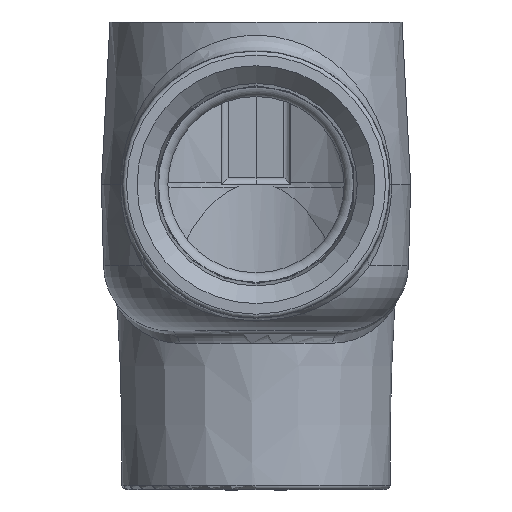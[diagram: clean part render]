
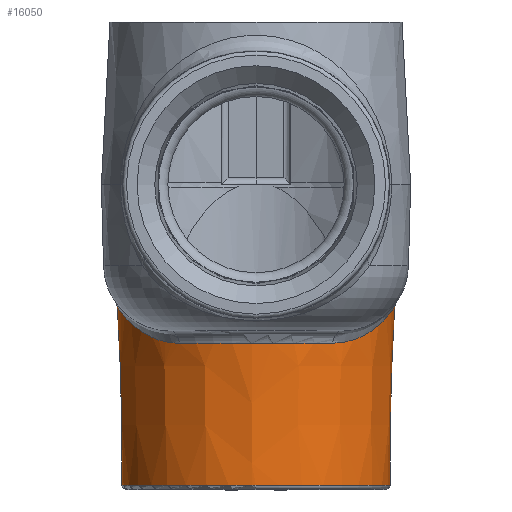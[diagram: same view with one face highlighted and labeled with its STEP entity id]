
A CAD part, left-side view. The second image highlights one B-rep face of the part: STEP entity #16050.
In plain terms, the highlighted conical face has half-angle 1.5 degrees and reference radius 25.481 mm.
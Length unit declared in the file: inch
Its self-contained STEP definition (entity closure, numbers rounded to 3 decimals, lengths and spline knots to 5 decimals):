
#115=CONICAL_SURFACE('',#16772,1.00319,0.026);
#2169=LINE('',#27181,#3793);
#3793=VECTOR('',#19216,1.00319);
#4876=FACE_OUTER_BOUND('',#5794,.T.);
#5794=EDGE_LOOP('',(#13984,#13985,#13986,#13987,#13988,#13989,#13990,#13991,
#13992,#13993,#13994,#13995));
#6501=B_SPLINE_CURVE_WITH_KNOTS('',3,(#27160,#27161,#27162,#27163),
 .UNSPECIFIED.,.F.,.F.,(4,4),(-0.23876,0.),.UNSPECIFIED.);
#6502=B_SPLINE_CURVE_WITH_KNOTS('',3,(#27165,#27166,#27167,#27168,#27169,
#27170,#27171,#27172,#27173,#27174,#27175,#27176,#27177,#27178),
 .UNSPECIFIED.,.F.,.F.,(4,2,2,2,2,2,4),(-2.4123,-2.31545,
-1.87557,-1.3908,-0.69013,-0.33677,
0.),.UNSPECIFIED.);
#6503=B_SPLINE_CURVE_WITH_KNOTS('',3,(#27185,#27186,#27187,#27188,#27189,
#27190,#27191,#27192,#27193,#27194),.UNSPECIFIED.,.F.,.F.,(4,2,2,2,4),(-4.11727,
-3.22028,-1.42078,-0.66185,0.),
 .UNSPECIFIED.);
#6504=B_SPLINE_CURVE_WITH_KNOTS('',3,(#27196,#27197,#27198,#27199),
 .UNSPECIFIED.,.F.,.F.,(4,4),(-0.2387,0.),.UNSPECIFIED.);
#6652=CIRCLE('',#16765,1.00394);
#6653=CIRCLE('',#16766,1.00394);
#6654=CIRCLE('',#16767,1.00394);
#6658=CIRCLE('',#16773,1.03181);
#6659=CIRCLE('',#16774,1.03181);
#6660=CIRCLE('',#16775,1.03918);
#7893=VERTEX_POINT('',#27143);
#7894=VERTEX_POINT('',#27145);
#7895=VERTEX_POINT('',#27147);
#7898=VERTEX_POINT('',#27158);
#7899=VERTEX_POINT('',#27159);
#7900=VERTEX_POINT('',#27164);
#7901=VERTEX_POINT('',#27179);
#7902=VERTEX_POINT('',#27182);
#7903=VERTEX_POINT('',#27184);
#7904=VERTEX_POINT('',#27195);
#9990=EDGE_CURVE('',#7893,#7894,#6652,.T.);
#9991=EDGE_CURVE('',#7894,#7895,#6653,.T.);
#9992=EDGE_CURVE('',#7895,#7893,#6654,.T.);
#9997=EDGE_CURVE('',#7898,#7899,#6501,.T.);
#9998=EDGE_CURVE('',#7900,#7898,#6502,.T.);
#9999=EDGE_CURVE('',#7901,#7900,#6658,.T.);
#10000=EDGE_CURVE('',#7901,#7895,#2169,.T.);
#10001=EDGE_CURVE('',#7902,#7901,#6659,.T.);
#10002=EDGE_CURVE('',#7903,#7902,#6503,.T.);
#10003=EDGE_CURVE('',#7904,#7903,#6504,.T.);
#10004=EDGE_CURVE('',#7899,#7904,#6660,.T.);
#13984=ORIENTED_EDGE('',*,*,#9997,.F.);
#13985=ORIENTED_EDGE('',*,*,#9998,.F.);
#13986=ORIENTED_EDGE('',*,*,#9999,.F.);
#13987=ORIENTED_EDGE('',*,*,#10000,.T.);
#13988=ORIENTED_EDGE('',*,*,#9991,.F.);
#13989=ORIENTED_EDGE('',*,*,#9990,.F.);
#13990=ORIENTED_EDGE('',*,*,#9992,.F.);
#13991=ORIENTED_EDGE('',*,*,#10000,.F.);
#13992=ORIENTED_EDGE('',*,*,#10001,.F.);
#13993=ORIENTED_EDGE('',*,*,#10002,.F.);
#13994=ORIENTED_EDGE('',*,*,#10003,.F.);
#13995=ORIENTED_EDGE('',*,*,#10004,.F.);
#16050=ADVANCED_FACE('',(#4876),#115,.T.);
#16765=AXIS2_PLACEMENT_3D('',#27146,#19197,#19198);
#16766=AXIS2_PLACEMENT_3D('',#27148,#19199,#19200);
#16767=AXIS2_PLACEMENT_3D('',#27149,#19201,#19202);
#16772=AXIS2_PLACEMENT_3D('',#27157,#19212,#19213);
#16773=AXIS2_PLACEMENT_3D('',#27180,#19214,#19215);
#16774=AXIS2_PLACEMENT_3D('',#27183,#19217,#19218);
#16775=AXIS2_PLACEMENT_3D('',#27200,#19219,#19220);
#19197=DIRECTION('center_axis',(0.,0.,-1.));
#19198=DIRECTION('ref_axis',(1.,0.,0.));
#19199=DIRECTION('center_axis',(0.,0.,-1.));
#19200=DIRECTION('ref_axis',(1.,0.,0.));
#19201=DIRECTION('center_axis',(0.,0.,-1.));
#19202=DIRECTION('ref_axis',(1.,0.,0.));
#19212=DIRECTION('center_axis',(0.,0.,1.));
#19213=DIRECTION('ref_axis',(0.999,-0.033,0.));
#19214=DIRECTION('center_axis',(0.,0.,1.));
#19215=DIRECTION('ref_axis',(0.999,-0.033,0.));
#19216=DIRECTION('',(0.026,-0.001,-1.));
#19217=DIRECTION('center_axis',(0.,0.,1.));
#19218=DIRECTION('ref_axis',(0.999,-0.033,0.));
#19219=DIRECTION('center_axis',(0.,0.,1.));
#19220=DIRECTION('ref_axis',(0.999,-0.033,0.));
#27143=CARTESIAN_POINT('',(2.72378,0.,-2.25207));
#27145=CARTESIAN_POINT('',(0.71589,0.,-2.25207));
#27146=CARTESIAN_POINT('Origin',(1.71983,0.,
-2.25207));
#27147=CARTESIAN_POINT('',(0.71642,0.03275,-2.25207));
#27148=CARTESIAN_POINT('Origin',(1.71983,0.,
-2.25207));
#27149=CARTESIAN_POINT('Origin',(1.71983,0.,
-2.25207));
#27157=CARTESIAN_POINT('Origin',(1.71983,0.,
-2.28095));
#27158=CARTESIAN_POINT('',(1.66033,-1.03724,-0.91541));
#27159=CARTESIAN_POINT('',(1.75383,-1.03862,-0.9065));
#27160=CARTESIAN_POINT('Ctrl Pts',(1.66033,-1.03724,-0.91541));
#27161=CARTESIAN_POINT('Ctrl Pts',(1.69146,-1.0391,-0.91249));
#27162=CARTESIAN_POINT('Ctrl Pts',(1.72265,-1.03956,-0.90952));
#27163=CARTESIAN_POINT('Ctrl Pts',(1.75383,-1.03862,-0.9065));
#27164=CARTESIAN_POINT('',(0.86288,-0.57468,-1.18784));
#27165=CARTESIAN_POINT('Ctrl Pts',(0.86288,-0.57468,
-1.18784));
#27166=CARTESIAN_POINT('Ctrl Pts',(0.87052,-0.58609,
-1.18784));
#27167=CARTESIAN_POINT('Ctrl Pts',(0.87837,-0.59732,
-1.18744));
#27168=CARTESIAN_POINT('Ctrl Pts',(0.92308,-0.65875,
-1.18315));
#27169=CARTESIAN_POINT('Ctrl Pts',(0.96382,-0.70541,
-1.17207));
#27170=CARTESIAN_POINT('Ctrl Pts',(1.0553,-0.79378,
-1.13936));
#27171=CARTESIAN_POINT('Ctrl Pts',(1.1069,-0.83485,
-1.11668));
#27172=CARTESIAN_POINT('Ctrl Pts',(1.23884,-0.92147,
-1.05602));
#27173=CARTESIAN_POINT('Ctrl Pts',(1.32086,-0.96034,
-1.01617));
#27174=CARTESIAN_POINT('Ctrl Pts',(1.44448,-1.00135,-0.9669));
#27175=CARTESIAN_POINT('Ctrl Pts',(1.48741,-1.01264,-0.95165));
#27176=CARTESIAN_POINT('Ctrl Pts',(1.57346,-1.02914,-0.92807));
#27177=CARTESIAN_POINT('Ctrl Pts',(1.6164,-1.03461,-0.91952));
#27178=CARTESIAN_POINT('Ctrl Pts',(1.66033,-1.03724,-0.91541));
#27179=CARTESIAN_POINT('',(0.68857,0.03366,-1.18784));
#27180=CARTESIAN_POINT('Origin',(1.71983,0.,-1.18784));
#27181=CARTESIAN_POINT('',(0.71718,0.03272,-2.28095));
#27182=CARTESIAN_POINT('',(0.86288,0.57468,-1.18784));
#27183=CARTESIAN_POINT('Origin',(1.71983,0.,-1.18784));
#27184=CARTESIAN_POINT('',(1.66033,1.03724,-0.91541));
#27185=CARTESIAN_POINT('Ctrl Pts',(1.66033,1.03724,-0.91541));
#27186=CARTESIAN_POINT('Ctrl Pts',(1.59701,1.03345,-0.92134));
#27187=CARTESIAN_POINT('Ctrl Pts',(1.5359,1.02377,-0.93651));
#27188=CARTESIAN_POINT('Ctrl Pts',(1.3592,0.97968,-0.99556));
#27189=CARTESIAN_POINT('Ctrl Pts',(1.2409,0.92764,-1.056));
#27190=CARTESIAN_POINT('Ctrl Pts',(1.08461,0.81712,-1.12635));
#27191=CARTESIAN_POINT('Ctrl Pts',(1.03997,0.77985,-1.14529));
#27192=CARTESIAN_POINT('Ctrl Pts',(0.96187,0.70255,
-1.17229));
#27193=CARTESIAN_POINT('Ctrl Pts',(0.91125,0.64682,
-1.18784));
#27194=CARTESIAN_POINT('Ctrl Pts',(0.86288,0.57468,
-1.18784));
#27195=CARTESIAN_POINT('',(1.75382,1.03862,-0.9065));
#27196=CARTESIAN_POINT('Ctrl Pts',(1.75382,1.03862,-0.9065));
#27197=CARTESIAN_POINT('Ctrl Pts',(1.72266,1.03956,-0.90952));
#27198=CARTESIAN_POINT('Ctrl Pts',(1.69146,1.0391,-0.91249));
#27199=CARTESIAN_POINT('Ctrl Pts',(1.66033,1.03724,-0.91541));
#27200=CARTESIAN_POINT('Origin',(1.71983,0.,
-0.9065));
